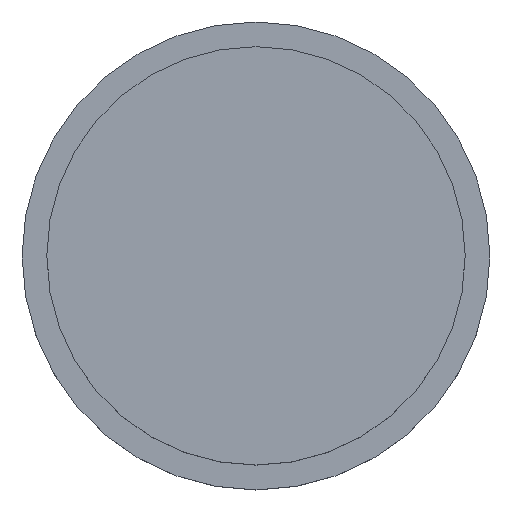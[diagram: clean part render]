
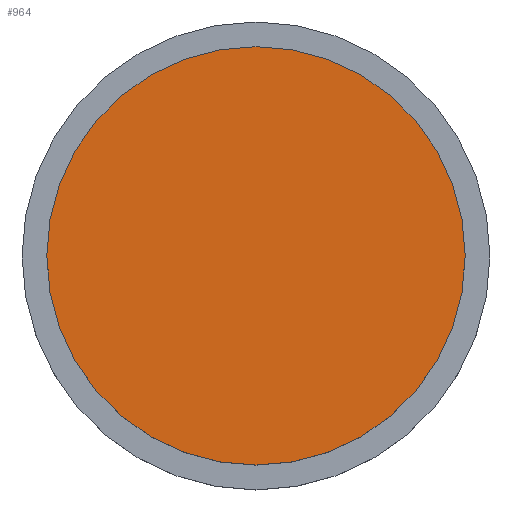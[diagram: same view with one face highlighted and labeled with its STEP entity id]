
A CAD part, top view. The second image highlights one B-rep face of the part: STEP entity #964.
In plain terms, the highlighted planar face has unit normal (0, 0, 1).
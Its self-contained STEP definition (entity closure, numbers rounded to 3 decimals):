
#61 = VERTEX_POINT ( 'NONE', #1305 ) ;
#183 = CARTESIAN_POINT ( 'NONE',  ( 9.5, 0., 47. ) ) ;
#198 = CIRCLE ( 'NONE', #562, 9.5 ) ;
#227 = DIRECTION ( 'NONE',  ( 1., 0., 0. ) ) ;
#228 = DIRECTION ( 'NONE',  ( 0., 0., 1. ) ) ;
#238 = PLANE ( 'NONE',  #890 ) ;
#282 = CARTESIAN_POINT ( 'NONE',  ( 0., 0., 47. ) ) ;
#329 = DIRECTION ( 'NONE',  ( 1., 0., 0. ) ) ;
#333 = DIRECTION ( 'NONE',  ( 0., 0., 1. ) ) ;
#338 = CARTESIAN_POINT ( 'NONE',  ( 0., 0., 47. ) ) ;
#348 = DIRECTION ( 'NONE',  ( 1., 0., 0. ) ) ;
#356 = EDGE_LOOP ( 'NONE', ( #800, #1366 ) ) ;
#470 = DIRECTION ( 'NONE',  ( 0., 0., 1. ) ) ;
#562 = AXIS2_PLACEMENT_3D ( 'NONE', #687, #470, #348 ) ;
#687 = CARTESIAN_POINT ( 'NONE',  ( 0., 0., 47. ) ) ;
#800 = ORIENTED_EDGE ( 'NONE', *, *, #1256, .T. ) ;
#852 = CIRCLE ( 'NONE', #1064, 9.5 ) ;
#890 = AXIS2_PLACEMENT_3D ( 'NONE', #282, #228, #227 ) ;
#931 = EDGE_CURVE ( 'NONE', #997, #61, #852, .T. ) ;
#964 = ADVANCED_FACE ( 'NONE', ( #1417 ), #238, .T. ) ;
#997 = VERTEX_POINT ( 'NONE', #183 ) ;
#1064 = AXIS2_PLACEMENT_3D ( 'NONE', #338, #333, #329 ) ;
#1256 = EDGE_CURVE ( 'NONE', #61, #997, #198, .T. ) ;
#1305 = CARTESIAN_POINT ( 'NONE',  ( -9.5, 0., 47. ) ) ;
#1366 = ORIENTED_EDGE ( 'NONE', *, *, #931, .T. ) ;
#1417 = FACE_OUTER_BOUND ( 'NONE', #356, .T. ) ;
